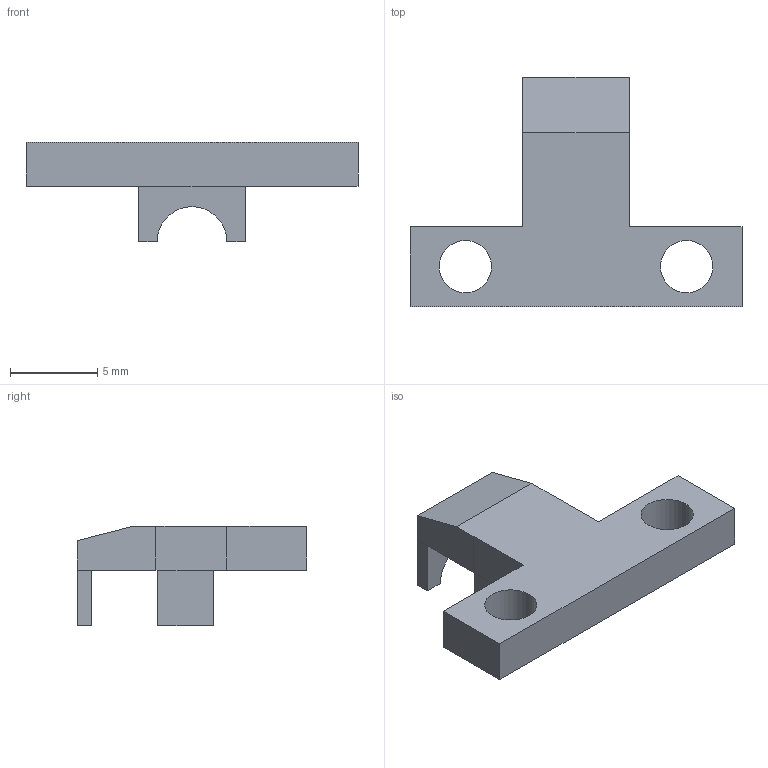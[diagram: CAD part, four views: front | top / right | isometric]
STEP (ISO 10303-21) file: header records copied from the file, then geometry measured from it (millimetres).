
FILE_DESCRIPTION(('FreeCAD Model'),'2;1');
FILE_NAME('Open CASCADE Shape Model','2025-02-17T19:12:21',(''),(''), 'Open CASCADE STEP processor 7.8','FreeCAD','Unknown');
FILE_SCHEMA(('AUTOMOTIVE_DESIGN { 1 0 10303 214 1 1 1 1 }'));
Length unit declared in the file: millimetre
Products named in the file (1): Rail Bracket_01
Bounding box: 19.05 x 13.16 x 5.69 mm (x, y, z)
Volume: 359.9 mm3; surface area: 540.2 mm2
Topology: 1 solids, 1 shells, 30 faces, 76 edges, 48 vertices
Faces by surface type: plane 26, cylinder 4
Full cylindrical faces by diameter (mm): 3 x2
Entity records: 914 total; most frequent: CARTESIAN_POINT 155, ORIENTED_EDGE 152, DIRECTION 146, EDGE_CURVE 76, LINE 68, VECTOR 68, VERTEX_POINT 48, AXIS2_PLACEMENT_3D 39
